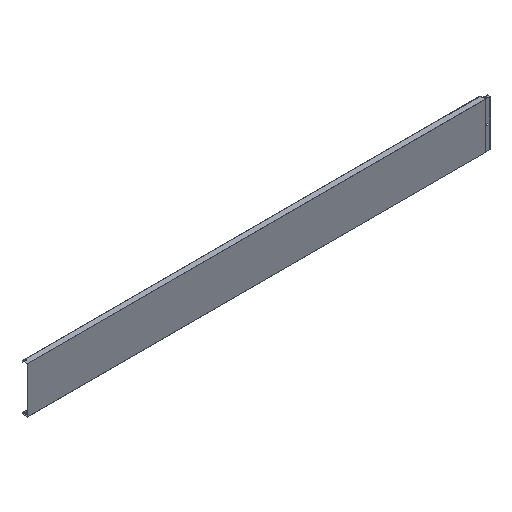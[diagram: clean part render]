
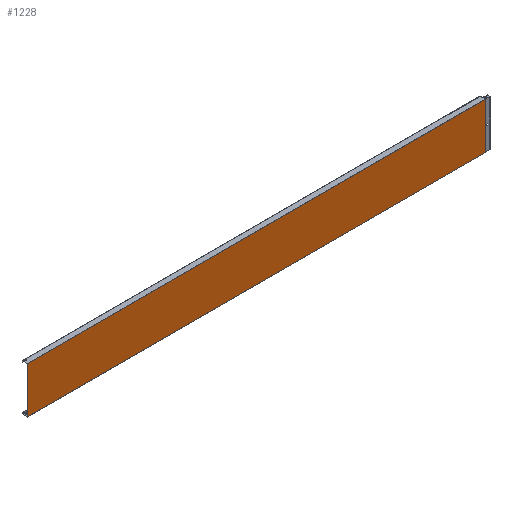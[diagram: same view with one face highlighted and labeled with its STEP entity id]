
A CAD part, isometric view. The second image highlights one B-rep face of the part: STEP entity #1228.
In plain terms, the highlighted planar face has unit normal (0, -1, 0).
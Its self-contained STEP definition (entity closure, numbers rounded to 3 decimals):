
#76 = DIRECTION ( 'NONE',  ( 0., 0., -1. ) ) ;
#105 = VECTOR ( 'NONE', #1692, 1000. ) ;
#150 = CARTESIAN_POINT ( 'NONE',  ( -2970., 0., 150. ) ) ;
#205 = EDGE_CURVE ( 'NONE', #827, #815, #306, .T. ) ;
#235 = ORIENTED_EDGE ( 'NONE', *, *, #386, .F. ) ;
#292 = CARTESIAN_POINT ( 'NONE',  ( -2970., 0., 150. ) ) ;
#302 = PLANE ( 'NONE',  #1618 ) ;
#306 = LINE ( 'NONE', #1252, #105 ) ;
#350 = CARTESIAN_POINT ( 'NONE',  ( -2970., 0., -150. ) ) ;
#363 = DIRECTION ( 'NONE',  ( 0., -1., 0. ) ) ;
#380 = VECTOR ( 'NONE', #76, 1000. ) ;
#382 = CARTESIAN_POINT ( 'NONE',  ( 300.001, 0., -150. ) ) ;
#386 = EDGE_CURVE ( 'NONE', #687, #489, #778, .T. ) ;
#489 = VERTEX_POINT ( 'NONE', #350 ) ;
#571 = DIRECTION ( 'NONE',  ( -1., 0., 0. ) ) ;
#683 = VECTOR ( 'NONE', #571, 1000. ) ;
#687 = VERTEX_POINT ( 'NONE', #1589 ) ;
#724 = ORIENTED_EDGE ( 'NONE', *, *, #1456, .T. ) ;
#778 = LINE ( 'NONE', #382, #683 ) ;
#806 = FACE_OUTER_BOUND ( 'NONE', #964, .T. ) ;
#811 = CARTESIAN_POINT ( 'NONE',  ( 2.4, 0., 150. ) ) ;
#815 = VERTEX_POINT ( 'NONE', #966 ) ;
#827 = VERTEX_POINT ( 'NONE', #811 ) ;
#909 = DIRECTION ( 'NONE',  ( 0., 0., 1. ) ) ;
#956 = VECTOR ( 'NONE', #909, 1000. ) ;
#964 = EDGE_LOOP ( 'NONE', ( #235, #724, #1722, #1112 ) ) ;
#966 = CARTESIAN_POINT ( 'NONE',  ( -2970., 0., 150. ) ) ;
#1112 = ORIENTED_EDGE ( 'NONE', *, *, #1172, .T. ) ;
#1172 = EDGE_CURVE ( 'NONE', #815, #489, #1203, .T. ) ;
#1203 = LINE ( 'NONE', #150, #380 ) ;
#1228 = ADVANCED_FACE ( 'NONE', ( #806 ), #302, .T. ) ;
#1252 = CARTESIAN_POINT ( 'NONE',  ( 300.001, 0., 150. ) ) ;
#1291 = CARTESIAN_POINT ( 'NONE',  ( 2.4, 0., -150. ) ) ;
#1456 = EDGE_CURVE ( 'NONE', #687, #827, #1621, .T. ) ;
#1486 = DIRECTION ( 'NONE',  ( 0., 0., -1. ) ) ;
#1589 = CARTESIAN_POINT ( 'NONE',  ( 2.4, 0., -150. ) ) ;
#1618 = AXIS2_PLACEMENT_3D ( 'NONE', #292, #363, #1486 ) ;
#1621 = LINE ( 'NONE', #1291, #956 ) ;
#1692 = DIRECTION ( 'NONE',  ( -1., 0., 0. ) ) ;
#1722 = ORIENTED_EDGE ( 'NONE', *, *, #205, .T. ) ;
